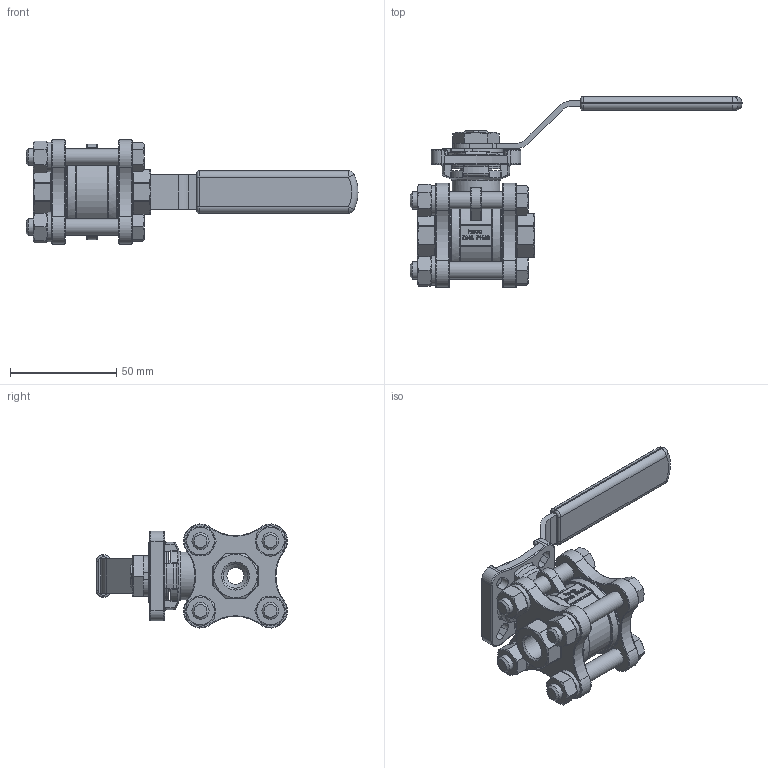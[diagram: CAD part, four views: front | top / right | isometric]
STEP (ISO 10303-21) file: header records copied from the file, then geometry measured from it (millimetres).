
FILE_DESCRIPTION (( 'STEP AP214' ), '1' );
FILE_NAME ('K3DA-014-0IG-4 Kugelhahn heco step214.STEP', '2013-04-18T09:09:28', ( 'test' ), ( '' ), 'SwSTEP 2.0', 'SolidWorks 2011', '' );
FILE_SCHEMA (( 'AUTOMOTIVE_DESIGN' ));
Length unit declared in the file: millimetre
Products named in the file (1): K3DA-014-0IG-4 Kugelhahn heco step214
Bounding box: 156 x 89.74 x 48.87 mm (x, y, z)
Volume: 95999 mm3; surface area: 35891.9 mm2
Topology: 1 solids, 1 shells, 1095 faces, 2767 edges, 1744 vertices
Faces by surface type: plane 447, bspline 224, cylinder 209, torus 119, cone 92, sphere 4
Full cylindrical faces by diameter (mm): 8 x9, 8.3 x10, 11.44 x2, 14 x4, 15 x1, 19 x1, 22.5 x1, 25 x2, 26 x1, 37 x4
Entity records: 56618 total; most frequent: CARTESIAN_POINT 20095, ORIENTED_EDGE 5376, DIRECTION 4429, EDGE_CURVE 2688, VERTEX_POINT 1723, AXIS2_PLACEMENT_3D 1575, LINE 1279, VECTOR 1279
